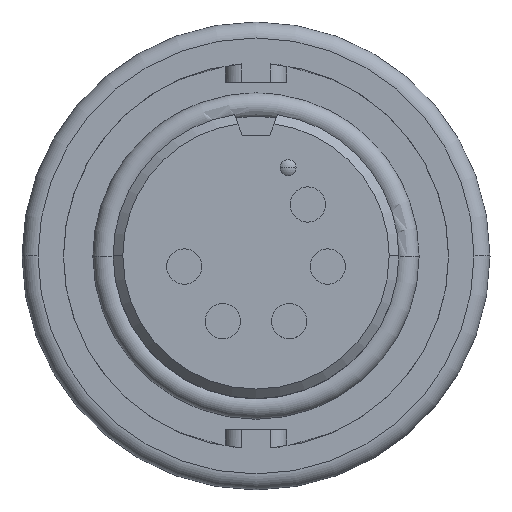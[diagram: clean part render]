
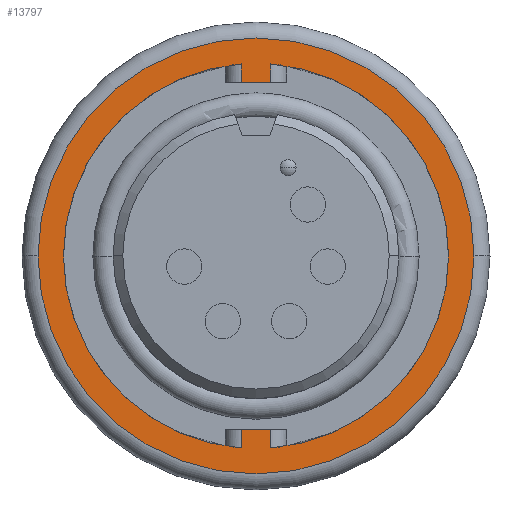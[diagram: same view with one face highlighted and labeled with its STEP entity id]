
A CAD part, top view. The second image highlights one B-rep face of the part: STEP entity #13797.
In plain terms, the highlighted planar face has unit normal (0, 0, 1).
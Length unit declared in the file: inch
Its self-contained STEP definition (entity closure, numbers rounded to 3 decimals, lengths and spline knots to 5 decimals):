
#89 = CIRCLE ( 'NONE', #4947, 0.36 ) ;
#359 = DIRECTION ( 'NONE',  ( 1., 0., 0. ) ) ;
#493 = EDGE_CURVE ( 'NONE', #8237, #18622, #22624, .T. ) ;
#973 = VERTEX_POINT ( 'NONE', #4557 ) ;
#1084 = CIRCLE ( 'NONE', #13906, 0.36 ) ;
#1130 = CARTESIAN_POINT ( 'NONE',  ( 0., 0., -0.12776 ) ) ;
#1137 = AXIS2_PLACEMENT_3D ( 'NONE', #3867, #2192, #14413 ) ;
#1323 = CARTESIAN_POINT ( 'NONE',  ( 0., 0., -0.12776 ) ) ;
#1772 = EDGE_CURVE ( 'NONE', #7555, #15867, #11489, .T. ) ;
#2103 = CARTESIAN_POINT ( 'NONE',  ( -0.0275, 0.325, -0.12776 ) ) ;
#2192 = DIRECTION ( 'NONE',  ( 0., 0., 1. ) ) ;
#2581 = EDGE_CURVE ( 'NONE', #13058, #8237, #8468, .T. ) ;
#2834 = LINE ( 'NONE', #11480, #7444 ) ;
#2868 = DIRECTION ( 'NONE',  ( 1., 0., 0. ) ) ;
#3069 = DIRECTION ( 'NONE',  ( 1., 0., 0. ) ) ;
#3416 = VERTEX_POINT ( 'NONE', #5906 ) ;
#3867 = CARTESIAN_POINT ( 'NONE',  ( 0., 0., -0.12776 ) ) ;
#4117 = CARTESIAN_POINT ( 'NONE',  ( -0.0275, -0.35895, -0.12776 ) ) ;
#4557 = CARTESIAN_POINT ( 'NONE',  ( -0.0275, 0.325, -0.12776 ) ) ;
#4844 = ORIENTED_EDGE ( 'NONE', *, *, #493, .F. ) ;
#4947 = AXIS2_PLACEMENT_3D ( 'NONE', #18769, #8296, #20536 ) ;
#5004 = CARTESIAN_POINT ( 'NONE',  ( 0.4075, 0., -0.12776 ) ) ;
#5052 = CARTESIAN_POINT ( 'NONE',  ( 0.0275, -0.325, -0.12776 ) ) ;
#5165 = CARTESIAN_POINT ( 'NONE',  ( 0.0275, 0.375, -0.12776 ) ) ;
#5249 = VERTEX_POINT ( 'NONE', #5333 ) ;
#5333 = CARTESIAN_POINT ( 'NONE',  ( -0.0275, 0.35895, -0.12776 ) ) ;
#5567 = EDGE_LOOP ( 'NONE', ( #19786, #13629 ) ) ;
#5576 = EDGE_CURVE ( 'NONE', #5249, #21264, #14172, .T. ) ;
#5725 = ORIENTED_EDGE ( 'NONE', *, *, #15134, .F. ) ;
#5906 = CARTESIAN_POINT ( 'NONE',  ( 0.0275, -0.325, -0.12776 ) ) ;
#5909 = DIRECTION ( 'NONE',  ( 0., 1., 0. ) ) ;
#6513 = ORIENTED_EDGE ( 'NONE', *, *, #2581, .F. ) ;
#6552 = EDGE_LOOP ( 'NONE', ( #9258, #16585, #14596, #21913, #5725, #20136, #6965, #20811, #4844, #6513 ) ) ;
#6965 = ORIENTED_EDGE ( 'NONE', *, *, #13343, .T. ) ;
#7444 = VECTOR ( 'NONE', #11317, 39.37008 ) ;
#7555 = VERTEX_POINT ( 'NONE', #4117 ) ;
#8040 = EDGE_CURVE ( 'NONE', #973, #18622, #11124, .T. ) ;
#8237 = VERTEX_POINT ( 'NONE', #13103 ) ;
#8296 = DIRECTION ( 'NONE',  ( 0., 0., 1. ) ) ;
#8468 = CIRCLE ( 'NONE', #10153, 0.36 ) ;
#8539 = LINE ( 'NONE', #10578, #22495 ) ;
#8790 = FACE_BOUND ( 'NONE', #6552, .T. ) ;
#9183 = AXIS2_PLACEMENT_3D ( 'NONE', #9651, #21902, #11430 ) ;
#9258 = ORIENTED_EDGE ( 'NONE', *, *, #14631, .F. ) ;
#9596 = CARTESIAN_POINT ( 'NONE',  ( -0.4075, 0., -0.12776 ) ) ;
#9651 = CARTESIAN_POINT ( 'NONE',  ( 0., 0., -0.12776 ) ) ;
#9658 = DIRECTION ( 'NONE',  ( 0., 0., 1. ) ) ;
#9944 = DIRECTION ( 'NONE',  ( 0., 0., 1. ) ) ;
#10153 = AXIS2_PLACEMENT_3D ( 'NONE', #1323, #13531, #3069 ) ;
#10240 = LINE ( 'NONE', #5052, #19524 ) ;
#10481 = EDGE_CURVE ( 'NONE', #3416, #15867, #10240, .T. ) ;
#10497 = DIRECTION ( 'NONE',  ( 0., -1., 0. ) ) ;
#10578 = CARTESIAN_POINT ( 'NONE',  ( -0.0275, 0.375, -0.12776 ) ) ;
#10901 = AXIS2_PLACEMENT_3D ( 'NONE', #20152, #9658, #21907 ) ;
#11124 = LINE ( 'NONE', #2103, #15784 ) ;
#11317 = DIRECTION ( 'NONE',  ( 0., 1., 0. ) ) ;
#11430 = DIRECTION ( 'NONE',  ( 1., 0., 0. ) ) ;
#11446 = CARTESIAN_POINT ( 'NONE',  ( 0.36, 0., -0.12776 ) ) ;
#11480 = CARTESIAN_POINT ( 'NONE',  ( 0.0275, -0.375, -0.12776 ) ) ;
#11489 = LINE ( 'NONE', #17968, #16134 ) ;
#12547 = EDGE_CURVE ( 'NONE', #19096, #3416, #2834, .T. ) ;
#12640 = PLANE ( 'NONE',  #1137 ) ;
#13058 = VERTEX_POINT ( 'NONE', #11446 ) ;
#13103 = CARTESIAN_POINT ( 'NONE',  ( 0.0275, 0.35895, -0.12776 ) ) ;
#13343 = EDGE_CURVE ( 'NONE', #5249, #973, #8539, .T. ) ;
#13347 = DIRECTION ( 'NONE',  ( 0., 0., 1. ) ) ;
#13531 = DIRECTION ( 'NONE',  ( 0., 0., 1. ) ) ;
#13629 = ORIENTED_EDGE ( 'NONE', *, *, #16735, .T. ) ;
#13797 = ADVANCED_FACE ( 'NONE', ( #8790, #19197 ), #12640, .T. ) ;
#13906 = AXIS2_PLACEMENT_3D ( 'NONE', #20439, #9944, #22188 ) ;
#14172 = CIRCLE ( 'NONE', #10901, 0.36 ) ;
#14413 = DIRECTION ( 'NONE',  ( 1., 0., 0. ) ) ;
#14596 = ORIENTED_EDGE ( 'NONE', *, *, #10481, .T. ) ;
#14631 = EDGE_CURVE ( 'NONE', #19096, #13058, #89, .T. ) ;
#15134 = EDGE_CURVE ( 'NONE', #21264, #7555, #1084, .T. ) ;
#15388 = CARTESIAN_POINT ( 'NONE',  ( -0.36, 0., -0.12776 ) ) ;
#15498 = DIRECTION ( 'NONE',  ( -1., 0., 0. ) ) ;
#15614 = DIRECTION ( 'NONE',  ( 0., -1., 0. ) ) ;
#15784 = VECTOR ( 'NONE', #359, 39.37008 ) ;
#15867 = VERTEX_POINT ( 'NONE', #21626 ) ;
#16134 = VECTOR ( 'NONE', #5909, 39.37008 ) ;
#16261 = CIRCLE ( 'NONE', #9183, 0.4075 ) ;
#16585 = ORIENTED_EDGE ( 'NONE', *, *, #12547, .T. ) ;
#16735 = EDGE_CURVE ( 'NONE', #19399, #19194, #22336, .T. ) ;
#17959 = VECTOR ( 'NONE', #15614, 39.37008 ) ;
#17968 = CARTESIAN_POINT ( 'NONE',  ( -0.0275, -0.375, -0.12776 ) ) ;
#18622 = VERTEX_POINT ( 'NONE', #21530 ) ;
#18769 = CARTESIAN_POINT ( 'NONE',  ( 0., 0., -0.12776 ) ) ;
#19096 = VERTEX_POINT ( 'NONE', #20031 ) ;
#19194 = VERTEX_POINT ( 'NONE', #5004 ) ;
#19197 = FACE_OUTER_BOUND ( 'NONE', #5567, .T. ) ;
#19399 = VERTEX_POINT ( 'NONE', #9596 ) ;
#19524 = VECTOR ( 'NONE', #15498, 39.37008 ) ;
#19786 = ORIENTED_EDGE ( 'NONE', *, *, #20652, .T. ) ;
#20031 = CARTESIAN_POINT ( 'NONE',  ( 0.0275, -0.35895, -0.12776 ) ) ;
#20136 = ORIENTED_EDGE ( 'NONE', *, *, #5576, .F. ) ;
#20152 = CARTESIAN_POINT ( 'NONE',  ( 0., 0., -0.12776 ) ) ;
#20439 = CARTESIAN_POINT ( 'NONE',  ( 0., 0., -0.12776 ) ) ;
#20536 = DIRECTION ( 'NONE',  ( 1., 0., 0. ) ) ;
#20652 = EDGE_CURVE ( 'NONE', #19194, #19399, #16261, .T. ) ;
#20811 = ORIENTED_EDGE ( 'NONE', *, *, #8040, .T. ) ;
#21046 = AXIS2_PLACEMENT_3D ( 'NONE', #1130, #13347, #2868 ) ;
#21264 = VERTEX_POINT ( 'NONE', #15388 ) ;
#21530 = CARTESIAN_POINT ( 'NONE',  ( 0.0275, 0.325, -0.12776 ) ) ;
#21626 = CARTESIAN_POINT ( 'NONE',  ( -0.0275, -0.325, -0.12776 ) ) ;
#21902 = DIRECTION ( 'NONE',  ( 0., 0., 1. ) ) ;
#21907 = DIRECTION ( 'NONE',  ( 1., 0., 0. ) ) ;
#21913 = ORIENTED_EDGE ( 'NONE', *, *, #1772, .F. ) ;
#22188 = DIRECTION ( 'NONE',  ( 1., 0., 0. ) ) ;
#22336 = CIRCLE ( 'NONE', #21046, 0.4075 ) ;
#22495 = VECTOR ( 'NONE', #10497, 39.37008 ) ;
#22624 = LINE ( 'NONE', #5165, #17959 ) ;
